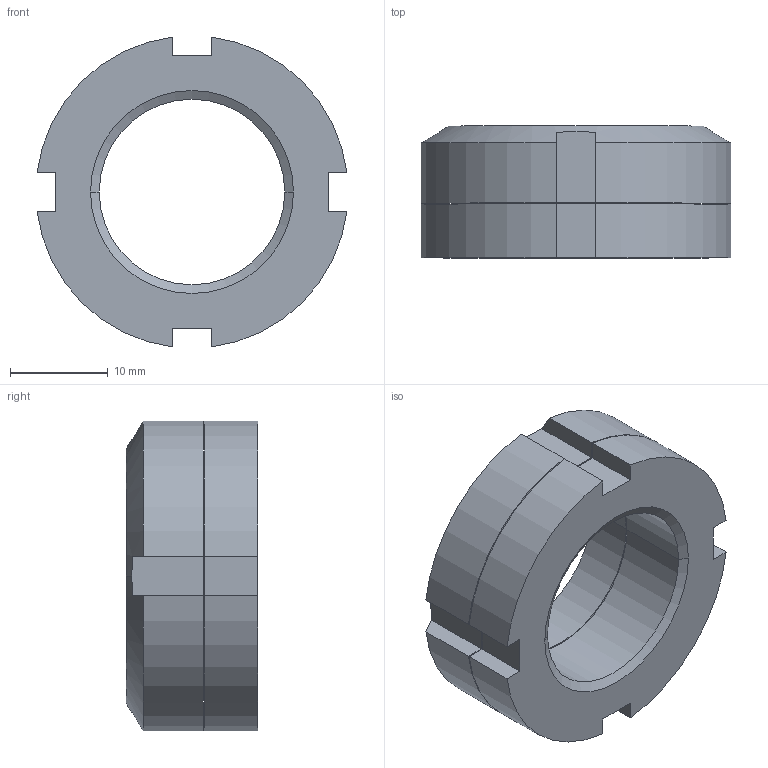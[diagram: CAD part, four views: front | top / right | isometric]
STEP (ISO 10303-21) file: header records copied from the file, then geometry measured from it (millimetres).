
FILE_DESCRIPTION((''),'2;1');
FILE_NAME('1RSTD0203____0','2019-10-29T15:17:30',('kim.bk'),(''),'CREO PARAMETRIC BY PTC INC, 2019010','CREO PARAMETRIC BY PTC INC, 2019010','');
FILE_SCHEMA(('CONFIG_CONTROL_DESIGN'));
Length unit declared in the file: millimetre
Products named in the file (1): 1RSTD0203____0
Bounding box: 31.75 x 13.5 x 31.75 mm (x, y, z)
Volume: 6315.6 mm3; surface area: 4488.6 mm2
Topology: 2 solids, 2 shells, 387 faces, 1088 edges, 724 vertices
Faces by surface type: plane 365, cylinder 12, cone 10
Entity records: 12316 total; most frequent: CARTESIAN_POINT 2251, ORIENTED_EDGE 2176, DIRECTION 1886, EDGE_CURVE 1088, VECTOR 1036, LINE 1036, VERTEX_POINT 724, AXIS2_PLACEMENT_3D 425
